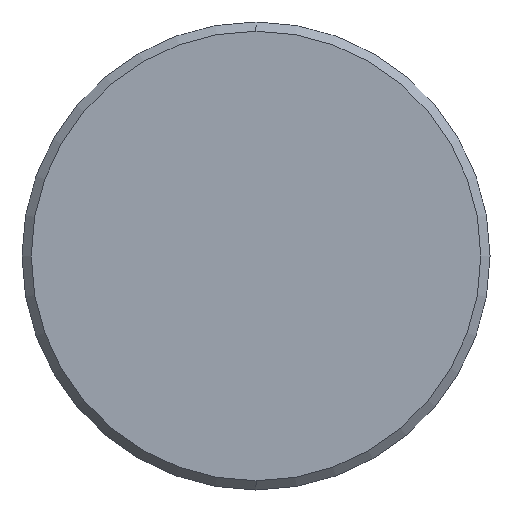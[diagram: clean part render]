
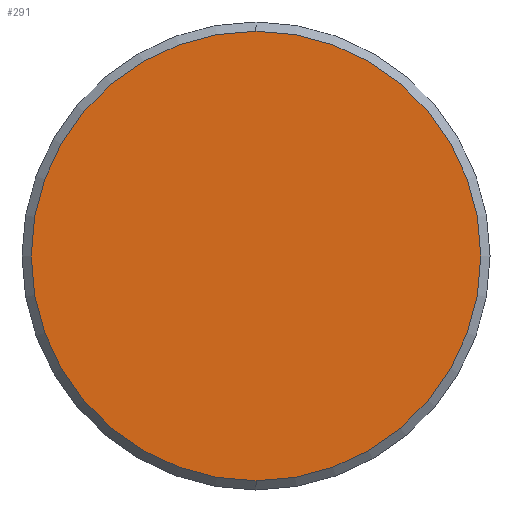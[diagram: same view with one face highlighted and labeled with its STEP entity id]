
A CAD part, left-side view. The second image highlights one B-rep face of the part: STEP entity #291.
In plain terms, the highlighted planar face has unit normal (-1, 0, 0).
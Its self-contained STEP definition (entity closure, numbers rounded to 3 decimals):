
#21 = CARTESIAN_POINT ( 'NONE',  ( -1.35, 0., -6.1 ) ) ;
#29 = ORIENTED_EDGE ( 'NONE', *, *, #41, .T. ) ;
#33 = VERTEX_POINT ( 'NONE', #21 ) ;
#41 = EDGE_CURVE ( 'NONE', #141, #33, #44, .T. ) ;
#44 = CIRCLE ( 'NONE', #192, 6.1 ) ;
#45 = PLANE ( 'NONE',  #223 ) ;
#70 = DIRECTION ( 'NONE',  ( 0., 0., -1. ) ) ;
#79 = DIRECTION ( 'NONE',  ( 1., 0., 0. ) ) ;
#91 = DIRECTION ( 'NONE',  ( 0., 0., -1. ) ) ;
#100 = ORIENTED_EDGE ( 'NONE', *, *, #211, .T. ) ;
#112 = AXIS2_PLACEMENT_3D ( 'NONE', #162, #276, #70 ) ;
#133 = EDGE_LOOP ( 'NONE', ( #100, #29 ) ) ;
#141 = VERTEX_POINT ( 'NONE', #245 ) ;
#144 = DIRECTION ( 'NONE',  ( 0., 0., -1. ) ) ;
#162 = CARTESIAN_POINT ( 'NONE',  ( -1.35, 0., 0. ) ) ;
#192 = AXIS2_PLACEMENT_3D ( 'NONE', #265, #216, #144 ) ;
#211 = EDGE_CURVE ( 'NONE', #33, #141, #257, .T. ) ;
#216 = DIRECTION ( 'NONE',  ( -1., 0., 0. ) ) ;
#217 = FACE_OUTER_BOUND ( 'NONE', #133, .T. ) ;
#223 = AXIS2_PLACEMENT_3D ( 'NONE', #243, #79, #91 ) ;
#243 = CARTESIAN_POINT ( 'NONE',  ( -1.35, 0., 0. ) ) ;
#245 = CARTESIAN_POINT ( 'NONE',  ( -1.35, 0., 6.1 ) ) ;
#257 = CIRCLE ( 'NONE', #112, 6.1 ) ;
#265 = CARTESIAN_POINT ( 'NONE',  ( -1.35, 0., 0. ) ) ;
#276 = DIRECTION ( 'NONE',  ( -1., 0., 0. ) ) ;
#291 = ADVANCED_FACE ( 'NONE', ( #217 ), #45, .F. ) ;
